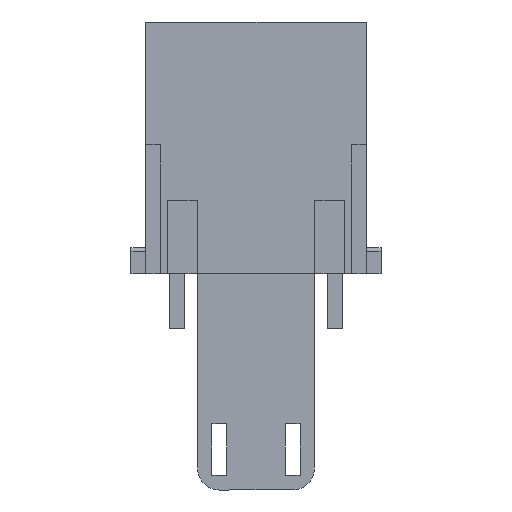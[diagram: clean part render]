
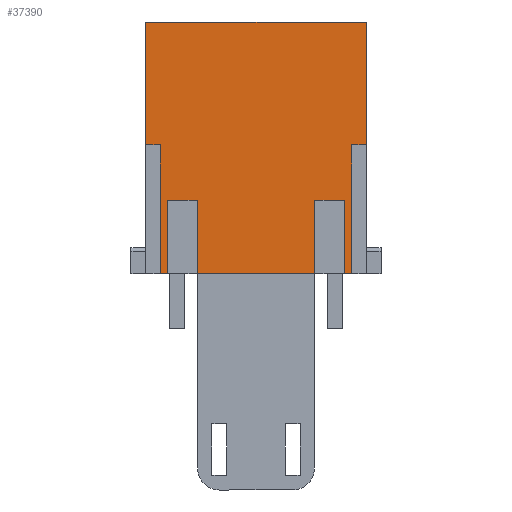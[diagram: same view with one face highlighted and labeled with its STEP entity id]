
A CAD part, left-side view. The second image highlights one B-rep face of the part: STEP entity #37390.
In plain terms, the highlighted planar face has unit normal (-1, 0, 0).
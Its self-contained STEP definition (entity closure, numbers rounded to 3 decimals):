
#6720=CARTESIAN_POINT('',(41.348,78.257,-30.))
;
#6730=VERTEX_POINT('',#6720);
#6760=CARTESIAN_POINT('',(41.348,0.,-30.));
#6770=DIRECTION('',(0.,1.,0.));
#6780=VECTOR('',#6770,1.);
#6790=LINE('',#6760,#6780);
#6800=CARTESIAN_POINT('',(41.348,60.757,-30.))
;
#6810=VERTEX_POINT('',#6800);
#6820=EDGE_CURVE('',#6810,#6730,#6790,.T.);
#9800=CARTESIAN_POINT('',(41.348,60.757,-4.559))
;
#9810=DIRECTION('',(0.,0.,-1.));
#9820=VECTOR('',#9810,1.);
#9830=LINE('',#9800,#9820);
#9840=CARTESIAN_POINT('',(41.348,60.757,-32.))
;
#9850=VERTEX_POINT('',#9840);
#9860=EDGE_CURVE('',#6810,#9850,#9830,.T.);
#10660=CARTESIAN_POINT('',(41.348,68.257,-9.)
);
#10670=VERTEX_POINT('',#10660);
#10840=CARTESIAN_POINT('',(41.348,68.257,-5.)
);
#10850=VERTEX_POINT('',#10840);
#10880=CARTESIAN_POINT('',(41.348,68.257,0.));
#10890=DIRECTION('',(0.,0.,-1.));
#10900=VECTOR('',#10890,1.);
#10910=LINE('',#10880,#10900);
#10920=EDGE_CURVE('',#10850,#10670,#10910,.T.);
#12640=CARTESIAN_POINT('',(41.348,78.257,-25.));
#12650=VERTEX_POINT('',#12640);
#12680=CARTESIAN_POINT('',(41.348,0.,-25.));
#12690=DIRECTION('',(0.,-1.,0.));
#12700=VECTOR('',#12690,1.);
#12710=LINE('',#12680,#12700);
#12720=CARTESIAN_POINT('',(41.348,68.257,-25.));
#12730=VERTEX_POINT('',#12720);
#12740=EDGE_CURVE('',#12650,#12730,#12710,.T.);
#21580=CARTESIAN_POINT('',(41.348,44.057,
-2.));
#21590=VERTEX_POINT('',#21580);
#21740=CARTESIAN_POINT('',(41.348,44.057,
-32.));
#21750=VERTEX_POINT('',#21740);
#21780=CARTESIAN_POINT('',(41.348,44.057,0.));
#21790=DIRECTION('',(0.,0.,1.));
#21800=VECTOR('',#21790,1.);
#21810=LINE('',#21780,#21800);
#21820=EDGE_CURVE('',#21750,#21590,#21810,.T.);
#28050=CARTESIAN_POINT('',(41.348,58.057,-2.)
);
#28060=DIRECTION('',(0.,1.,0.));
#28070=VECTOR('',#28060,1.);
#28080=LINE('',#28050,#28070);
#28090=CARTESIAN_POINT('',(41.348,60.757,-2.)
);
#28100=VERTEX_POINT('',#28090);
#28110=EDGE_CURVE('',#21590,#28100,#28080,.T.);
#31650=CARTESIAN_POINT('',(41.348,58.057,-32.)
);
#31660=DIRECTION('',(0.,1.,0.));
#31670=VECTOR('',#31660,1.);
#31680=LINE('',#31650,#31670);
#31690=EDGE_CURVE('',#21750,#9850,#31680,.T.);
#34760=CARTESIAN_POINT('',(41.348,78.257,-4.)
);
#34770=VERTEX_POINT('',#34760);
#34800=CARTESIAN_POINT('',(41.348,78.257,
-4.559));
#34810=DIRECTION('',(0.,0.,-1.));
#34820=VECTOR('',#34810,1.);
#34830=LINE('',#34800,#34820);
#34840=CARTESIAN_POINT('',(41.348,78.257,-5.)
);
#34850=VERTEX_POINT('',#34840);
#34860=EDGE_CURVE('',#34770,#34850,#34830,.T.);
#34990=CARTESIAN_POINT('',(41.348,78.257,-9.)
);
#35000=VERTEX_POINT('',#34990);
#35030=CARTESIAN_POINT('',(41.348,78.257,
-4.559));
#35040=DIRECTION('',(0.,0.,1.));
#35050=VECTOR('',#35040,1.);
#35060=LINE('',#35030,#35050);
#35070=EDGE_CURVE('',#12650,#35000,#35060,.T.);
#35150=CARTESIAN_POINT('',(41.348,78.257,-29.)
);
#35160=VERTEX_POINT('',#35150);
#35190=EDGE_CURVE('',#35160,#6730,#34830,.T.);
#35610=CARTESIAN_POINT('',(41.348,68.257,-29.)
);
#35620=VERTEX_POINT('',#35610);
#35670=CARTESIAN_POINT('',(41.348,68.257,0.));
#35680=DIRECTION('',(0.,0.,-1.));
#35690=VECTOR('',#35680,1.);
#35700=LINE('',#35670,#35690);
#35710=EDGE_CURVE('',#12730,#35620,#35700,.T.);
#35910=CARTESIAN_POINT('',(41.348,0.,-9.));
#35920=DIRECTION('',(0.,-1.,0.));
#35930=VECTOR('',#35920,1.);
#35940=LINE('',#35910,#35930);
#35950=EDGE_CURVE('',#35000,#10670,#35940,.T.);
#36580=CARTESIAN_POINT('',(41.348,0.,-29.));
#36590=DIRECTION('',(0.,1.,0.));
#36600=VECTOR('',#36590,1.);
#36610=LINE('',#36580,#36600);
#36620=EDGE_CURVE('',#35620,#35160,#36610,.T.);
#36990=CARTESIAN_POINT('',(41.348,80.457,
-33.5));
#37000=DIRECTION('',(-1.,0.,0.));
#37010=DIRECTION('',(0.,0.,-1.));
#37020=AXIS2_PLACEMENT_3D('',#36990,#37000,#37010);
#37030=PLANE('',#37020);
#37040=ORIENTED_EDGE('',*,*,#21820,.T.);
#37050=ORIENTED_EDGE('',*,*,#31690,.F.);
#37060=ORIENTED_EDGE('',*,*,#9860,.T.);
#37070=ORIENTED_EDGE('',*,*,#6820,.F.);
#37080=ORIENTED_EDGE('',*,*,#35190,.T.);
#37090=ORIENTED_EDGE('',*,*,#36620,.T.);
#37100=ORIENTED_EDGE('',*,*,#35710,.T.);
#37110=ORIENTED_EDGE('',*,*,#12740,.T.);
#37120=ORIENTED_EDGE('',*,*,#35070,.F.);
#37130=ORIENTED_EDGE('',*,*,#35950,.F.);
#37140=ORIENTED_EDGE('',*,*,#10920,.T.);
#37150=CARTESIAN_POINT('',(41.348,0.,-5.));
#37160=DIRECTION('',(0.,-1.,0.));
#37170=VECTOR('',#37160,1.);
#37180=LINE('',#37150,#37170);
#37190=EDGE_CURVE('',#34850,#10850,#37180,.T.);
#37200=ORIENTED_EDGE('',*,*,#37190,.T.);
#37210=ORIENTED_EDGE('',*,*,#34860,.T.);
#37220=CARTESIAN_POINT('',(41.348,0.,-4.));
#37230=DIRECTION('',(0.,1.,0.));
#37240=VECTOR('',#37230,1.);
#37250=LINE('',#37220,#37240);
#37260=CARTESIAN_POINT('',(41.348,60.757,-4.)
);
#37270=VERTEX_POINT('',#37260);
#37280=EDGE_CURVE('',#37270,#34770,#37250,.T.);
#37290=ORIENTED_EDGE('',*,*,#37280,.T.);
#37300=CARTESIAN_POINT('',(41.348,60.757,-4.559)
);
#37310=DIRECTION('',(0.,0.,-1.));
#37320=VECTOR('',#37310,1.);
#37330=LINE('',#37300,#37320);
#37340=EDGE_CURVE('',#28100,#37270,#37330,.T.);
#37350=ORIENTED_EDGE('',*,*,#37340,.T.);
#37360=ORIENTED_EDGE('',*,*,#28110,.T.);
#37370=EDGE_LOOP('',(#37360,#37350,#37290,#37210,#37200,#37140,#37130,
#37120,#37110,#37100,#37090,#37080,#37070,#37060,#37050,#37040));
#37380=FACE_OUTER_BOUND('',#37370,.T.);
#37390=ADVANCED_FACE('',(#37380),#37030,.T.);
